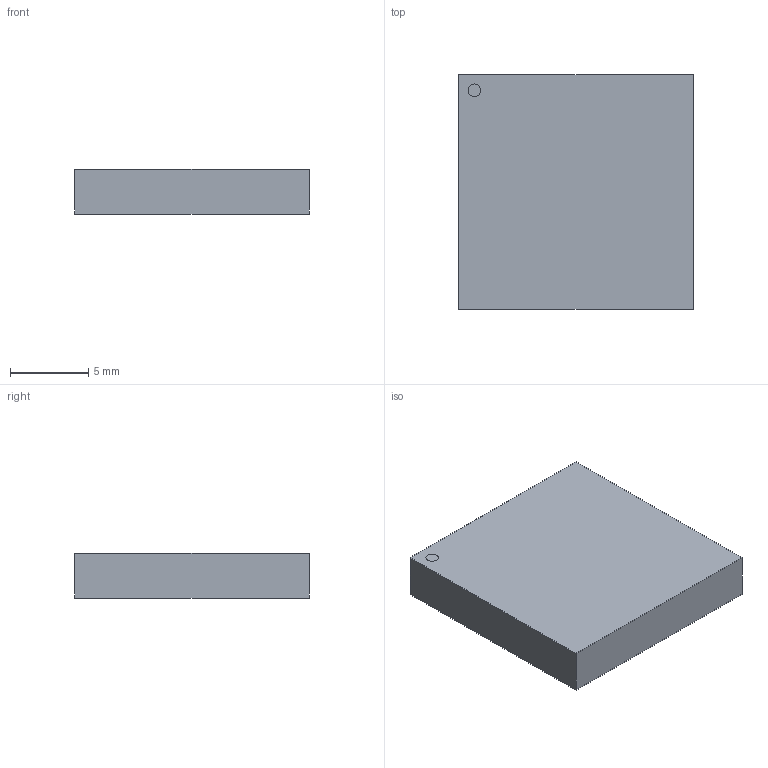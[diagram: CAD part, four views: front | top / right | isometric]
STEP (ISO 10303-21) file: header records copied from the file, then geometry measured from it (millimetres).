
FILE_DESCRIPTION((''),'2;1');
FILE_NAME('LGA144S127P12X12_1500X1500X292R.stp','2010-05-06T16:06:50',(''),(''),'Mechanical Desktop 2010','Mechanical Desktop 2010',', , ');
FILE_SCHEMA(('AUTOMOTIVE_DESIGN { 1 2 10303 214 1 1 1 1 }'));
Length unit declared in the file: millimetre
Products named in the file (1): Product
Bounding box: 15 x 15 x 2.92 mm (x, y, z)
Volume: 648.6 mm3; surface area: 755.7 mm2
Topology: 146 solids, 146 shells, 876 faces, 1749 edges, 1166 vertices
Faces by surface type: plane 870, cylinder 6
Entity records: 22099 total; most frequent: CARTESIAN_POINT 3792, DIRECTION 3515, ORIENTED_EDGE 3498, EDGE_CURVE 1749, VECTOR 1737, LINE 1737, VERTEX_POINT 1166, AXIS2_PLACEMENT_3D 889
